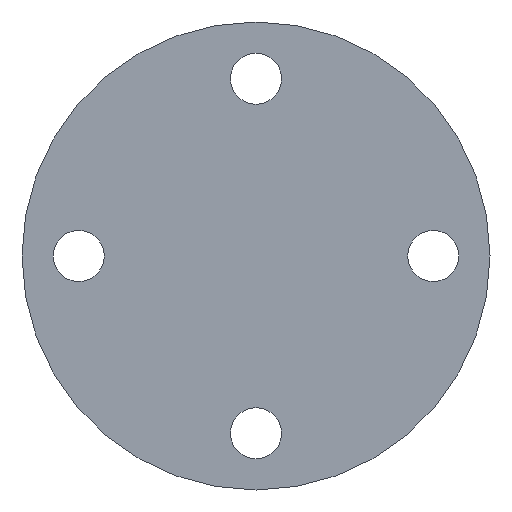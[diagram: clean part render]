
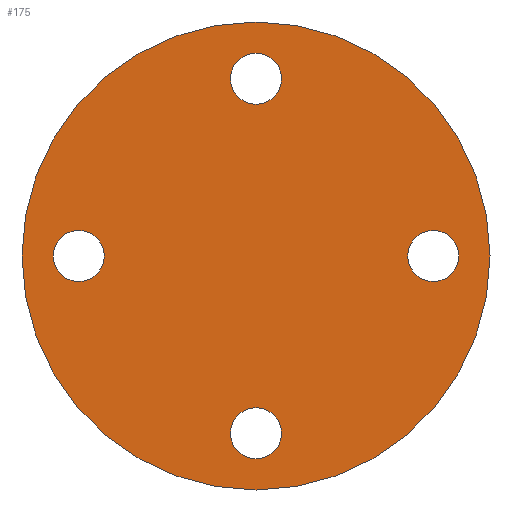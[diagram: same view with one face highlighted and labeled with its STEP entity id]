
A CAD part, front view. The second image highlights one B-rep face of the part: STEP entity #175.
In plain terms, the highlighted planar face has unit normal (0, -1, 0).
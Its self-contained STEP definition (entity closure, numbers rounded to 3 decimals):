
#4 = EDGE_LOOP ( 'NONE', ( #283, #293 ) ) ;
#16 = DIRECTION ( 'NONE',  ( 0., 0., 1. ) ) ;
#17 = DIRECTION ( 'NONE',  ( 0., 1., 0. ) ) ;
#19 = CARTESIAN_POINT ( 'NONE',  ( 71.5, 0., 0. ) ) ;
#20 = DIRECTION ( 'NONE',  ( -1., 0., 0. ) ) ;
#21 = AXIS2_PLACEMENT_3D ( 'NONE', #52, #418, #374 ) ;
#24 = EDGE_CURVE ( 'NONE', #357, #47, #185, .T. ) ;
#26 = DIRECTION ( 'NONE',  ( 0., 1., 0. ) ) ;
#29 = AXIS2_PLACEMENT_3D ( 'NONE', #195, #26, #20 ) ;
#31 = DIRECTION ( 'NONE',  ( 0., 0., 1. ) ) ;
#33 = VERTEX_POINT ( 'NONE', #189 ) ;
#36 = EDGE_CURVE ( 'NONE', #249, #109, #242, .T. ) ;
#37 = ORIENTED_EDGE ( 'NONE', *, *, #429, .T. ) ;
#38 = CIRCLE ( 'NONE', #318, 9. ) ;
#42 = CIRCLE ( 'NONE', #156, 9. ) ;
#47 = VERTEX_POINT ( 'NONE', #160 ) ;
#52 = CARTESIAN_POINT ( 'NONE',  ( 0., 0., 62.5 ) ) ;
#59 = AXIS2_PLACEMENT_3D ( 'NONE', #462, #423, #16 ) ;
#61 = DIRECTION ( 'NONE',  ( 0., 0., 1. ) ) ;
#66 = DIRECTION ( 'NONE',  ( 0., 1., 0. ) ) ;
#76 = CARTESIAN_POINT ( 'NONE',  ( 0., 0., 0. ) ) ;
#77 = AXIS2_PLACEMENT_3D ( 'NONE', #137, #240, #392 ) ;
#83 = EDGE_CURVE ( 'NONE', #47, #357, #308, .T. ) ;
#85 = DIRECTION ( 'NONE',  ( 0., 1., 0. ) ) ;
#92 = CARTESIAN_POINT ( 'NONE',  ( 0., 0., 82.5 ) ) ;
#94 = CARTESIAN_POINT ( 'NONE',  ( 0., 0., -62.5 ) ) ;
#97 = AXIS2_PLACEMENT_3D ( 'NONE', #306, #463, #31 ) ;
#106 = ORIENTED_EDGE ( 'NONE', *, *, #36, .F. ) ;
#109 = VERTEX_POINT ( 'NONE', #199 ) ;
#115 = VERTEX_POINT ( 'NONE', #385 ) ;
#122 = CIRCLE ( 'NONE', #360, 9. ) ;
#137 = CARTESIAN_POINT ( 'NONE',  ( -62.5, 0., 0. ) ) ;
#140 = ORIENTED_EDGE ( 'NONE', *, *, #384, .T. ) ;
#141 = EDGE_LOOP ( 'NONE', ( #239, #37 ) ) ;
#153 = DIRECTION ( 'NONE',  ( 1., 0., 0. ) ) ;
#156 = AXIS2_PLACEMENT_3D ( 'NONE', #427, #85, #153 ) ;
#160 = CARTESIAN_POINT ( 'NONE',  ( 53.5, 0., 0. ) ) ;
#162 = FACE_OUTER_BOUND ( 'NONE', #174, .T. ) ;
#164 = AXIS2_PLACEMENT_3D ( 'NONE', #76, #17, #296 ) ;
#174 = EDGE_LOOP ( 'NONE', ( #258, #106 ) ) ;
#175 = ADVANCED_FACE ( 'NONE', ( #310, #379, #271, #375, #162 ), #264, .F. ) ;
#179 = VERTEX_POINT ( 'NONE', #430 ) ;
#185 = CIRCLE ( 'NONE', #219, 9. ) ;
#186 = DIRECTION ( 'NONE',  ( 0., 1., 0. ) ) ;
#189 = CARTESIAN_POINT ( 'NONE',  ( -71.5, 0., 0. ) ) ;
#195 = CARTESIAN_POINT ( 'NONE',  ( 62.5, 0., 0. ) ) ;
#199 = CARTESIAN_POINT ( 'NONE',  ( 0., 0., -82.5 ) ) ;
#215 = CARTESIAN_POINT ( 'NONE',  ( 62.5, 0., 0. ) ) ;
#219 = AXIS2_PLACEMENT_3D ( 'NONE', #215, #186, #403 ) ;
#231 = EDGE_CURVE ( 'NONE', #115, #247, #38, .T. ) ;
#239 = ORIENTED_EDGE ( 'NONE', *, *, #231, .T. ) ;
#240 = DIRECTION ( 'NONE',  ( 0., 1., 0. ) ) ;
#242 = CIRCLE ( 'NONE', #164, 82.5 ) ;
#247 = VERTEX_POINT ( 'NONE', #421 ) ;
#249 = VERTEX_POINT ( 'NONE', #92 ) ;
#250 = CIRCLE ( 'NONE', #59, 82.5 ) ;
#258 = ORIENTED_EDGE ( 'NONE', *, *, #373, .F. ) ;
#264 = PLANE ( 'NONE',  #97 ) ;
#268 = DIRECTION ( 'NONE',  ( 0., 0., 1. ) ) ;
#271 = FACE_BOUND ( 'NONE', #4, .T. ) ;
#272 = CARTESIAN_POINT ( 'NONE',  ( 0., 0., 62.5 ) ) ;
#283 = ORIENTED_EDGE ( 'NONE', *, *, #83, .T. ) ;
#293 = ORIENTED_EDGE ( 'NONE', *, *, #24, .T. ) ;
#296 = DIRECTION ( 'NONE',  ( 0., 0., 1. ) ) ;
#299 = DIRECTION ( 'NONE',  ( 0., 1., 0. ) ) ;
#306 = CARTESIAN_POINT ( 'NONE',  ( 0., 0., 0. ) ) ;
#308 = CIRCLE ( 'NONE', #29, 9. ) ;
#310 = FACE_BOUND ( 'NONE', #436, .T. ) ;
#318 = AXIS2_PLACEMENT_3D ( 'NONE', #272, #66, #387 ) ;
#321 = CIRCLE ( 'NONE', #77, 9. ) ;
#323 = VERTEX_POINT ( 'NONE', #468 ) ;
#334 = ORIENTED_EDGE ( 'NONE', *, *, #441, .T. ) ;
#351 = DIRECTION ( 'NONE',  ( 0., 1., 0. ) ) ;
#357 = VERTEX_POINT ( 'NONE', #19 ) ;
#358 = EDGE_CURVE ( 'NONE', #471, #323, #386, .T. ) ;
#360 = AXIS2_PLACEMENT_3D ( 'NONE', #94, #299, #268 ) ;
#373 = EDGE_CURVE ( 'NONE', #109, #249, #250, .T. ) ;
#374 = DIRECTION ( 'NONE',  ( 0., 0., -1. ) ) ;
#375 = FACE_BOUND ( 'NONE', #394, .T. ) ;
#379 = FACE_BOUND ( 'NONE', #141, .T. ) ;
#384 = EDGE_CURVE ( 'NONE', #323, #471, #122, .T. ) ;
#385 = CARTESIAN_POINT ( 'NONE',  ( 0., 0., 53.5 ) ) ;
#386 = CIRCLE ( 'NONE', #469, 9. ) ;
#387 = DIRECTION ( 'NONE',  ( 0., 0., -1. ) ) ;
#391 = ORIENTED_EDGE ( 'NONE', *, *, #358, .T. ) ;
#392 = DIRECTION ( 'NONE',  ( 1., 0., 0. ) ) ;
#394 = EDGE_LOOP ( 'NONE', ( #140, #391 ) ) ;
#396 = EDGE_CURVE ( 'NONE', #33, #179, #42, .T. ) ;
#403 = DIRECTION ( 'NONE',  ( -1., 0., 0. ) ) ;
#418 = DIRECTION ( 'NONE',  ( 0., 1., 0. ) ) ;
#420 = CARTESIAN_POINT ( 'NONE',  ( 0., 0., -71.5 ) ) ;
#421 = CARTESIAN_POINT ( 'NONE',  ( 0., 0., 71.5 ) ) ;
#423 = DIRECTION ( 'NONE',  ( 0., 1., 0. ) ) ;
#427 = CARTESIAN_POINT ( 'NONE',  ( -62.5, 0., 0. ) ) ;
#429 = EDGE_CURVE ( 'NONE', #247, #115, #432, .T. ) ;
#430 = CARTESIAN_POINT ( 'NONE',  ( -53.5, 0., 0. ) ) ;
#432 = CIRCLE ( 'NONE', #21, 9. ) ;
#436 = EDGE_LOOP ( 'NONE', ( #334, #437 ) ) ;
#437 = ORIENTED_EDGE ( 'NONE', *, *, #396, .T. ) ;
#441 = EDGE_CURVE ( 'NONE', #179, #33, #321, .T. ) ;
#453 = CARTESIAN_POINT ( 'NONE',  ( 0., 0., -62.5 ) ) ;
#462 = CARTESIAN_POINT ( 'NONE',  ( 0., 0., 0. ) ) ;
#463 = DIRECTION ( 'NONE',  ( 0., 1., 0. ) ) ;
#468 = CARTESIAN_POINT ( 'NONE',  ( 0., 0., -53.5 ) ) ;
#469 = AXIS2_PLACEMENT_3D ( 'NONE', #453, #351, #61 ) ;
#471 = VERTEX_POINT ( 'NONE', #420 ) ;
